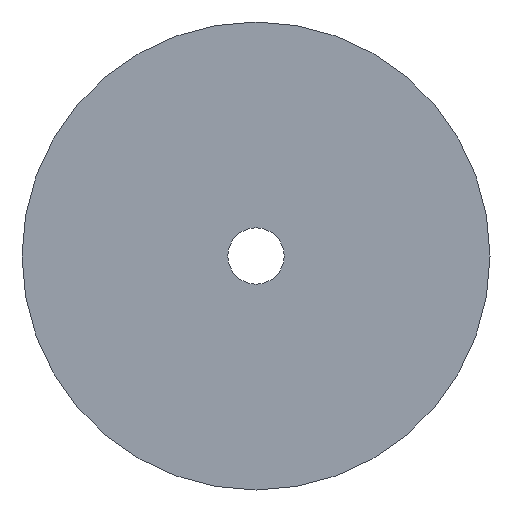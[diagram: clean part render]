
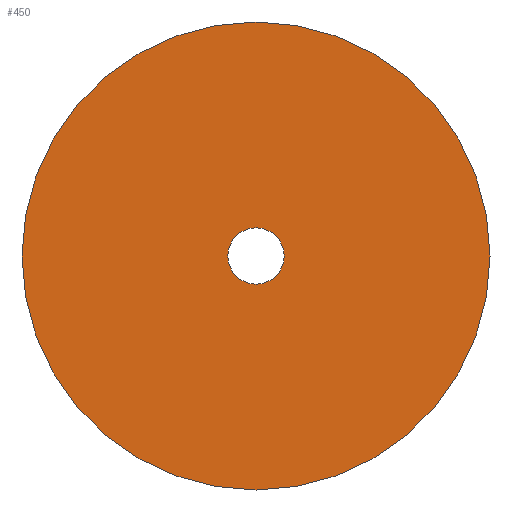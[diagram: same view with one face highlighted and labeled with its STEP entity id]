
A CAD part, front view. The second image highlights one B-rep face of the part: STEP entity #450.
In plain terms, the highlighted planar face has unit normal (0, -1, 0).
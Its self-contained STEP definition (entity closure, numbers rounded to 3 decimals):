
#1 = EDGE_LOOP ( 'NONE', ( #207, #8 ) ) ;
#8 = ORIENTED_EDGE ( 'NONE', *, *, #198, .T. ) ;
#13 = DIRECTION ( 'NONE',  ( 0., -1., 0. ) ) ;
#20 = VERTEX_POINT ( 'NONE', #168 ) ;
#27 = FACE_OUTER_BOUND ( 'NONE', #1, .T. ) ;
#34 = CARTESIAN_POINT ( 'NONE',  ( 0., 0., 24.9 ) ) ;
#38 = AXIS2_PLACEMENT_3D ( 'NONE', #359, #69, #320 ) ;
#46 = CIRCLE ( 'NONE', #378, 3. ) ;
#69 = DIRECTION ( 'NONE',  ( 0., -1., 0. ) ) ;
#74 = ORIENTED_EDGE ( 'NONE', *, *, #507, .F. ) ;
#88 = ORIENTED_EDGE ( 'NONE', *, *, #440, .F. ) ;
#90 = DIRECTION ( 'NONE',  ( 0., 0., -1. ) ) ;
#168 = CARTESIAN_POINT ( 'NONE',  ( 0., 0., -3. ) ) ;
#197 = CIRCLE ( 'NONE', #38, 24.9 ) ;
#198 = EDGE_CURVE ( 'NONE', #335, #309, #256, .T. ) ;
#204 = CARTESIAN_POINT ( 'NONE',  ( 0., 0., -24.9 ) ) ;
#207 = ORIENTED_EDGE ( 'NONE', *, *, #208, .T. ) ;
#208 = EDGE_CURVE ( 'NONE', #309, #335, #197, .T. ) ;
#224 = DIRECTION ( 'NONE',  ( 0., -1., 0. ) ) ;
#231 = VERTEX_POINT ( 'NONE', #272 ) ;
#240 = DIRECTION ( 'NONE',  ( 0., 0., -1. ) ) ;
#256 = CIRCLE ( 'NONE', #482, 24.9 ) ;
#257 = PLANE ( 'NONE',  #368 ) ;
#259 = CARTESIAN_POINT ( 'NONE',  ( 24.9, 0., 0. ) ) ;
#272 = CARTESIAN_POINT ( 'NONE',  ( 0., 0., 3. ) ) ;
#298 = DIRECTION ( 'NONE',  ( 0., 0., -1. ) ) ;
#309 = VERTEX_POINT ( 'NONE', #204 ) ;
#311 = CARTESIAN_POINT ( 'NONE',  ( 0., 0., 0. ) ) ;
#320 = DIRECTION ( 'NONE',  ( 0., 0., -1. ) ) ;
#335 = VERTEX_POINT ( 'NONE', #34 ) ;
#353 = DIRECTION ( 'NONE',  ( 0., 0., -1. ) ) ;
#359 = CARTESIAN_POINT ( 'NONE',  ( 0., 0., 0. ) ) ;
#360 = FACE_BOUND ( 'NONE', #478, .T. ) ;
#367 = CARTESIAN_POINT ( 'NONE',  ( 0., 0., 0. ) ) ;
#368 = AXIS2_PLACEMENT_3D ( 'NONE', #259, #13, #298 ) ;
#378 = AXIS2_PLACEMENT_3D ( 'NONE', #311, #224, #353 ) ;
#422 = DIRECTION ( 'NONE',  ( 0., -1., 0. ) ) ;
#440 = EDGE_CURVE ( 'NONE', #20, #231, #475, .T. ) ;
#441 = DIRECTION ( 'NONE',  ( 0., -1., 0. ) ) ;
#450 = ADVANCED_FACE ( 'NONE', ( #27, #360 ), #257, .T. ) ;
#475 = CIRCLE ( 'NONE', #490, 3. ) ;
#478 = EDGE_LOOP ( 'NONE', ( #88, #74 ) ) ;
#482 = AXIS2_PLACEMENT_3D ( 'NONE', #367, #441, #240 ) ;
#490 = AXIS2_PLACEMENT_3D ( 'NONE', #503, #422, #90 ) ;
#503 = CARTESIAN_POINT ( 'NONE',  ( 0., 0., 0. ) ) ;
#507 = EDGE_CURVE ( 'NONE', #231, #20, #46, .T. ) ;
